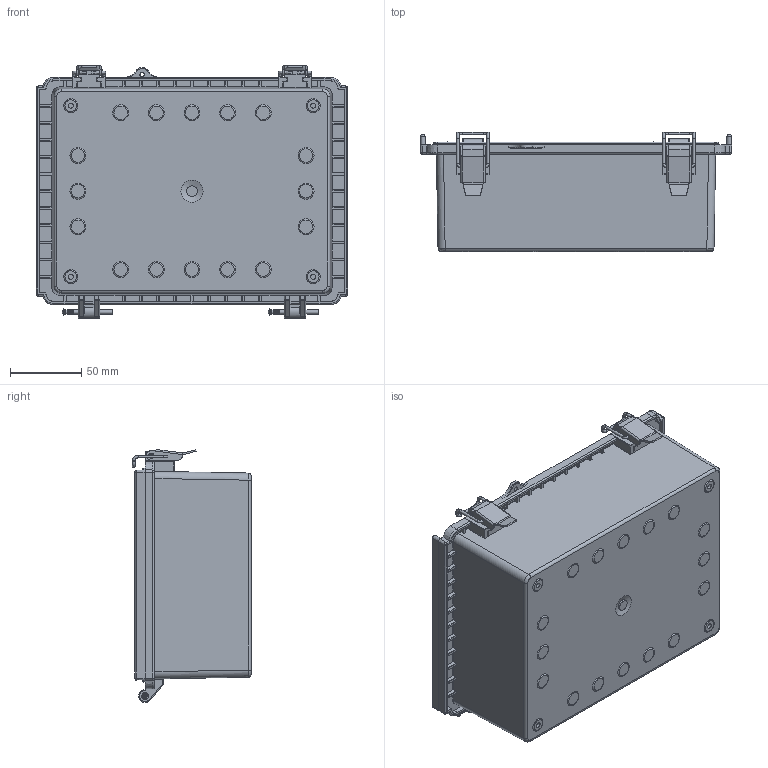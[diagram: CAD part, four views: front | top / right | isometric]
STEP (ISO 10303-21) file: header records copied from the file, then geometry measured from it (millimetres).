
FILE_DESCRIPTION(/* description */ ('STEP AP203'),/* implementation_level */ '2;1');
FILE_NAME(/* name */ '2ebfdfeb-3e0c-4dda-a43a-7534b1a3c34b.stp',/* time_stamp */ '2023-03-06T22:43:00Z',/* author */ (''),/* organization */ (''),/* preprocessor_version */ 'ST-DEVELOPER v19.2',/* originating_system */ 'Autodesk Translation Framework v11.17.0.187',/* authorisation */ '');
FILE_SCHEMA (('AUTOMOTIVE_DESIGN { 1 0 10303 214 3 1 1 }'));
Length unit declared in the file: inch
Products named in the file (10): WQ-48-02; WQ-48S_WQ-48S-02; WQ-48B_WQ-48B-02; WQ-48C_WQ-48C-02; WQ-50L-01_DEFAULT; BASE^WQ-50L-01; FRONT^WQ-50L-01_default; PIN^WQ-50L-01; LOOP^WQ-50L-01; WQ-PIN-01
Assembly tree (11 placements, depth 4):
  WQ-48-02
    WQ-48S_WQ-48S-02
      WQ-48B_WQ-48B-02
      WQ-48C_WQ-48C-02
      WQ-50L-01_DEFAULT  x2
        BASE^WQ-50L-01
        FRONT^WQ-50L-01_default
        PIN^WQ-50L-01
        LOOP^WQ-50L-01
      WQ-PIN-01  x2
Bounding box: 218.4 x 83.81 x 177.46 mm (x, y, z)
Volume: 267640.9 mm3; surface area: 192692.2 mm2
Topology: 13 solids, 13 shells, 1627 faces, 4043 edges, 2529 vertices
Faces by surface type: plane 758, cylinder 521, bspline 182, torus 86, cone 54, sphere 26
Full cylindrical faces by diameter (mm): 1.95 x14, 2 x8, 2.4 x2, 2.5 x2, 2.921 x2, 3 x2, 3.3 x2, 3.5 x18, 3.75 x2, 4 x14, 4.763 x2, 5.5 x4, 7.5 x1, 8 x2
Entity records: 48767 total; most frequent: CARTESIAN_POINT 13362, DIRECTION 7409, ORIENTED_EDGE 7314, EDGE_CURVE 3657, AXIS2_PLACEMENT_3D 2634, VERTEX_POINT 2296, LINE 2141, VECTOR 2141
